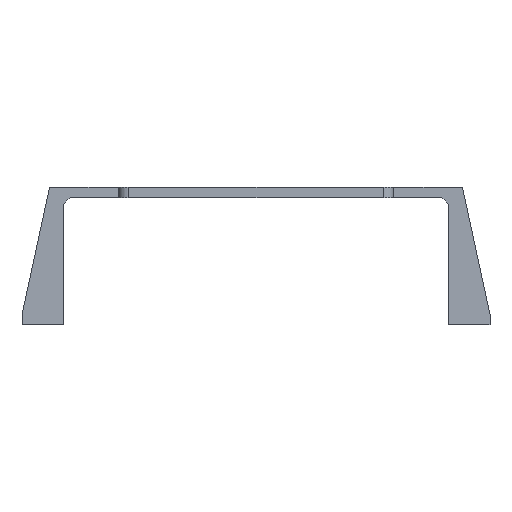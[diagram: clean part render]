
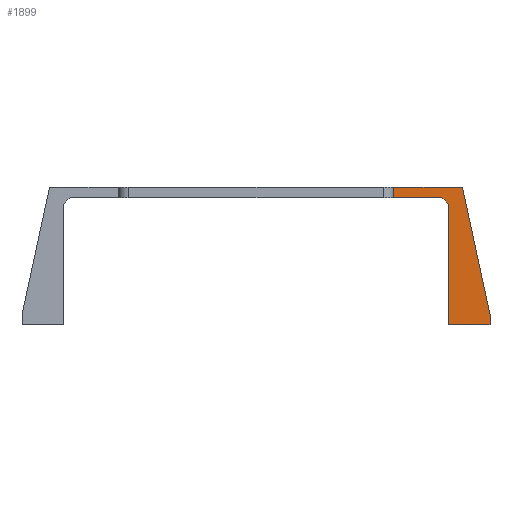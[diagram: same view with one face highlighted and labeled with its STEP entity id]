
A CAD part, left-side view. The second image highlights one B-rep face of the part: STEP entity #1899.
In plain terms, the highlighted planar face has unit normal (-1, 0, 0).
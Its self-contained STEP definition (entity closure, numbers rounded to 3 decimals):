
#65=PLANE('',#2025);
#139=FACE_OUTER_BOUND('',#237,.T.);
#237=EDGE_LOOP('',(#1396,#1397,#1398,#1399,#1400,#1401,#1402,#1403));
#378=LINE('',#2802,#590);
#394=LINE('',#2849,#606);
#395=LINE('',#2851,#607);
#396=LINE('',#2853,#608);
#397=LINE('',#2855,#609);
#398=LINE('',#2857,#610);
#399=LINE('',#2859,#611);
#400=LINE('',#2860,#612);
#590=VECTOR('',#2246,10.);
#606=VECTOR('',#2294,10.);
#607=VECTOR('',#2295,10.);
#608=VECTOR('',#2296,10.);
#609=VECTOR('',#2297,10.);
#610=VECTOR('',#2298,10.);
#611=VECTOR('',#2299,10.);
#612=VECTOR('',#2300,10.);
#861=VERTEX_POINT('',#2800);
#862=VERTEX_POINT('',#2801);
#877=VERTEX_POINT('',#2848);
#878=VERTEX_POINT('',#2850);
#879=VERTEX_POINT('',#2852);
#880=VERTEX_POINT('',#2854);
#881=VERTEX_POINT('',#2856);
#882=VERTEX_POINT('',#2858);
#1062=EDGE_CURVE('',#861,#862,#378,.T.);
#1086=EDGE_CURVE('',#877,#862,#394,.T.);
#1087=EDGE_CURVE('',#877,#878,#395,.T.);
#1088=EDGE_CURVE('',#879,#878,#396,.T.);
#1089=EDGE_CURVE('',#880,#879,#397,.T.);
#1090=EDGE_CURVE('',#881,#880,#398,.T.);
#1091=EDGE_CURVE('',#882,#881,#399,.T.);
#1092=EDGE_CURVE('',#861,#882,#400,.T.);
#1396=ORIENTED_EDGE('',*,*,#1086,.F.);
#1397=ORIENTED_EDGE('',*,*,#1087,.T.);
#1398=ORIENTED_EDGE('',*,*,#1088,.F.);
#1399=ORIENTED_EDGE('',*,*,#1089,.F.);
#1400=ORIENTED_EDGE('',*,*,#1090,.F.);
#1401=ORIENTED_EDGE('',*,*,#1091,.F.);
#1402=ORIENTED_EDGE('',*,*,#1092,.F.);
#1403=ORIENTED_EDGE('',*,*,#1062,.T.);
#1899=ADVANCED_FACE('',(#139),#65,.F.);
#2025=AXIS2_PLACEMENT_3D('',#2847,#2292,#2293);
#2246=DIRECTION('',(0.,0.211,0.977));
#2292=DIRECTION('center_axis',(1.,0.,0.));
#2293=DIRECTION('ref_axis',(0.,-1.,0.));
#2294=DIRECTION('',(0.,-1.,0.));
#2295=DIRECTION('',(0.,0.,-1.));
#2296=DIRECTION('',(0.,1.,0.));
#2297=DIRECTION('',(0.,0.707,0.707));
#2298=DIRECTION('',(0.,0.,1.));
#2299=DIRECTION('',(0.,1.,0.));
#2300=DIRECTION('',(0.,0.,-1.));
#2800=CARTESIAN_POINT('',(50.,-28.,-34.));
#2801=CARTESIAN_POINT('',(50.,-20.,3.));
#2802=CARTESIAN_POINT('',(50.,-28.,-34.));
#2847=CARTESIAN_POINT('Origin',(50.,0.,3.));
#2848=CARTESIAN_POINT('',(50.,0.,3.));
#2849=CARTESIAN_POINT('',(50.,20.,3.));
#2850=CARTESIAN_POINT('',(50.,0.,0.));
#2851=CARTESIAN_POINT('',(50.,0.,3.));
#2852=CARTESIAN_POINT('',(50.,-14.,0.));
#2853=CARTESIAN_POINT('',(50.,20.,0.));
#2854=CARTESIAN_POINT('',(50.,-16.,-2.));
#2855=CARTESIAN_POINT('',(50.,-10.25,3.75));
#2856=CARTESIAN_POINT('',(50.,-16.,-37.));
#2857=CARTESIAN_POINT('',(50.,-16.,1.5));
#2858=CARTESIAN_POINT('',(50.,-28.,-37.));
#2859=CARTESIAN_POINT('',(50.,-9.,-37.));
#2860=CARTESIAN_POINT('',(50.,-28.,-17.));
